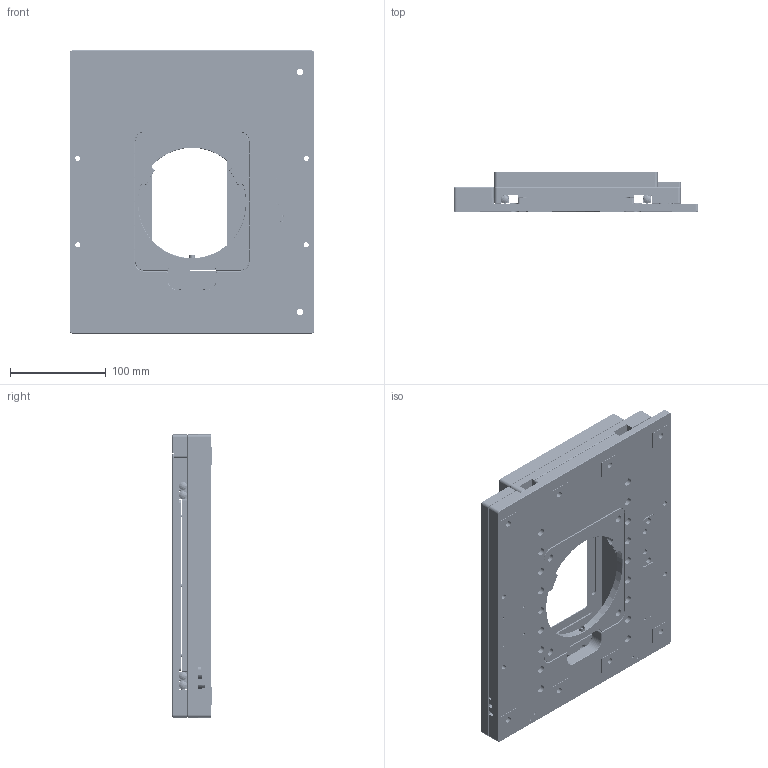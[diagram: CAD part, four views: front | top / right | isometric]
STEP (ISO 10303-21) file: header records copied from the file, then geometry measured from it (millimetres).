
FILE_DESCRIPTION (( 'STEP AP203' ), '1' );
FILE_NAME ('527002.STEP', '2018-10-27T02:13:16', ( 'user' ), ( '微软中国' ), 'SwSTEP 2.0', 'SolidWorks 2016', '' );
FILE_SCHEMA (( 'CONFIG_CONTROL_DESIGN' ));
Products named in the file (1): 527002
Bounding box: 255 x 41.5 x 295 mm (x, y, z)
Surface area: 566238.4 mm2 (no closed solid volume)
Topology: 0 solids, 146 shells, 6231 faces, 16944 edges, 11071 vertices
Faces by surface type: plane 3162, cylinder 1910, cone 806, bspline 345, torus 8
Entity records: 232923 total; most frequent: CARTESIAN_POINT 83823, ORIENTED_EDGE 33182, DIRECTION 26392, EDGE_CURVE 16814, VERTEX_POINT 11069, LINE 9276, VECTOR 9276, AXIS2_PLACEMENT_3D 8558
